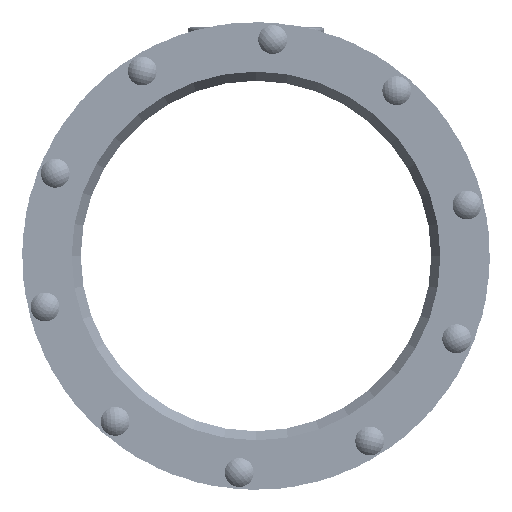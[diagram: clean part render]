
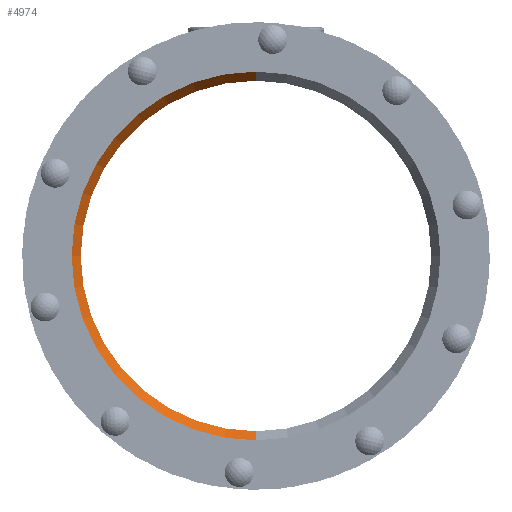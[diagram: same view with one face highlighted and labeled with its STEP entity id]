
A CAD part, front view. The second image highlights one B-rep face of the part: STEP entity #4974.
In plain terms, the highlighted conical face has half-angle 32 degrees and reference radius 131.14 mm.
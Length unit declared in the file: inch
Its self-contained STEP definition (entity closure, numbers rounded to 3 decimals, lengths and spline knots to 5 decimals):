
#351 = CARTESIAN_POINT ( 'NONE',  ( 0., 0.42831, 5.125 ) ) ;
#457 = VERTEX_POINT ( 'NONE', #17422 ) ;
#737 = CIRCLE ( 'NONE', #12929, 5.125 ) ;
#2634 = FACE_OUTER_BOUND ( 'NONE', #18452, .T. ) ;
#2987 = DIRECTION ( 'NONE',  ( 0., 0., -1. ) ) ;
#4400 = CARTESIAN_POINT ( 'NONE',  ( 0., 0.36752, 5.16299 ) ) ;
#4974 = ADVANCED_FACE ( 'NONE', ( #2634 ), #7428, .F. ) ;
#5399 = DIRECTION ( 'NONE',  ( 0., -1., 0. ) ) ;
#6437 = LINE ( 'NONE', #4400, #9699 ) ;
#7258 = DIRECTION ( 'NONE',  ( 0., -0.848, -0.53 ) ) ;
#7428 = CONICAL_SURFACE ( 'NONE', #20677, 5.16299, 0.559 ) ;
#8455 = ORIENTED_EDGE ( 'NONE', *, *, #22483, .F. ) ;
#8743 = ORIENTED_EDGE ( 'NONE', *, *, #9169, .F. ) ;
#9068 = ORIENTED_EDGE ( 'NONE', *, *, #19099, .T. ) ;
#9169 = EDGE_CURVE ( 'NONE', #15072, #457, #23429, .T. ) ;
#9643 = DIRECTION ( 'NONE',  ( 0., -0.848, 0.53 ) ) ;
#9699 = VECTOR ( 'NONE', #9643, 39.37008 ) ;
#11753 = AXIS2_PLACEMENT_3D ( 'NONE', #23456, #15990, #19741 ) ;
#12833 = ORIENTED_EDGE ( 'NONE', *, *, #22332, .T. ) ;
#12929 = AXIS2_PLACEMENT_3D ( 'NONE', #21674, #5399, #19868 ) ;
#13649 = CIRCLE ( 'NONE', #11753, 5.39264 ) ;
#14424 = CARTESIAN_POINT ( 'NONE',  ( 0., 0.36752, -5.16299 ) ) ;
#15072 = VERTEX_POINT ( 'NONE', #18960 ) ;
#15990 = DIRECTION ( 'NONE',  ( 0., -1., 0. ) ) ;
#16603 = VERTEX_POINT ( 'NONE', #17820 ) ;
#17422 = CARTESIAN_POINT ( 'NONE',  ( 0., 0., -5.39264 ) ) ;
#17820 = CARTESIAN_POINT ( 'NONE',  ( 0., 0., 5.39264 ) ) ;
#18360 = VECTOR ( 'NONE', #7258, 39.37008 ) ;
#18452 = EDGE_LOOP ( 'NONE', ( #8455, #9068, #12833, #8743 ) ) ;
#18960 = CARTESIAN_POINT ( 'NONE',  ( 0., 0.42831, -5.125 ) ) ;
#19099 = EDGE_CURVE ( 'NONE', #19500, #16603, #6437, .T. ) ;
#19131 = CARTESIAN_POINT ( 'NONE',  ( 0., 0.36752, 0. ) ) ;
#19252 = DIRECTION ( 'NONE',  ( 0., -1., 0. ) ) ;
#19500 = VERTEX_POINT ( 'NONE', #351 ) ;
#19741 = DIRECTION ( 'NONE',  ( 0., 0., 1. ) ) ;
#19868 = DIRECTION ( 'NONE',  ( 0., 0., -1. ) ) ;
#20677 = AXIS2_PLACEMENT_3D ( 'NONE', #19131, #19252, #2987 ) ;
#21674 = CARTESIAN_POINT ( 'NONE',  ( 0., 0.42831, 0. ) ) ;
#22332 = EDGE_CURVE ( 'NONE', #16603, #457, #13649, .T. ) ;
#22483 = EDGE_CURVE ( 'NONE', #19500, #15072, #737, .T. ) ;
#23429 = LINE ( 'NONE', #14424, #18360 ) ;
#23456 = CARTESIAN_POINT ( 'NONE',  ( 0., 0., 0. ) ) ;
